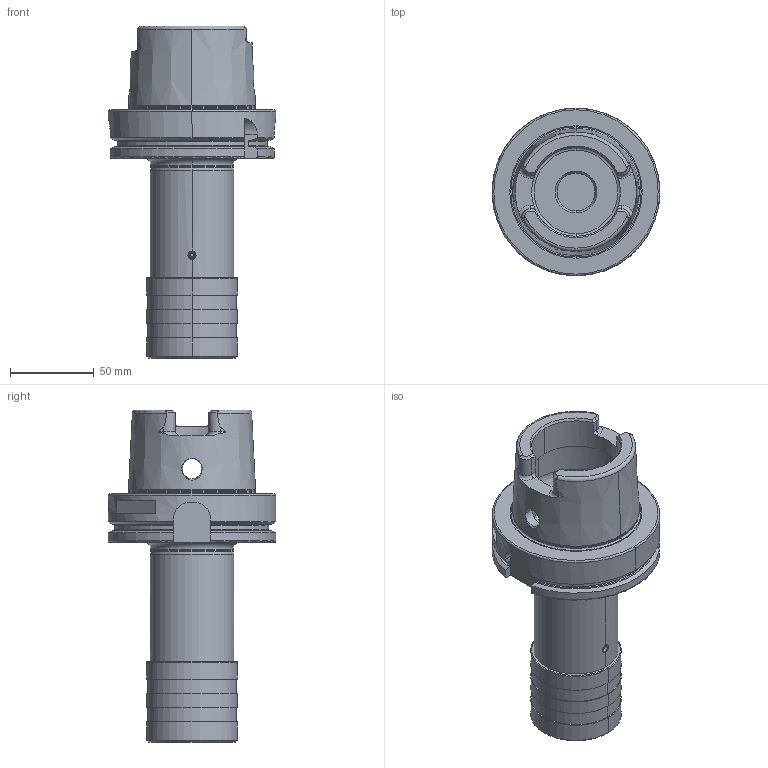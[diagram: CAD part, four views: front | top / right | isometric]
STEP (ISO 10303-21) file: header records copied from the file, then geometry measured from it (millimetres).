
FILE_DESCRIPTION((''),'2;1');
FILE_NAME('A100_16_20','2020-08-20T',('103090'),(''),'CREO PARAMETRIC BY PTC INC, 2016260','CREO PARAMETRIC BY PTC INC, 2016260','');
FILE_SCHEMA(('CONFIG_CONTROL_DESIGN'));
Length unit declared in the file: millimetre
Products named in the file (1): A100_16_20
Bounding box: 100 x 100 x 198 mm (x, y, z)
Volume: 463923.8 mm3; surface area: 92999.8 mm2
Topology: 1 solids, 1 shells, 255 faces, 627 edges, 386 vertices
Faces by surface type: plane 82, cylinder 76, cone 50, torus 41, sphere 6
Entity records: 8465 total; most frequent: CARTESIAN_POINT 2448, DIRECTION 1286, ORIENTED_EDGE 1238, EDGE_CURVE 619, AXIS2_PLACEMENT_3D 531, VERTEX_POINT 386, EDGE_LOOP 279, CIRCLE 273
